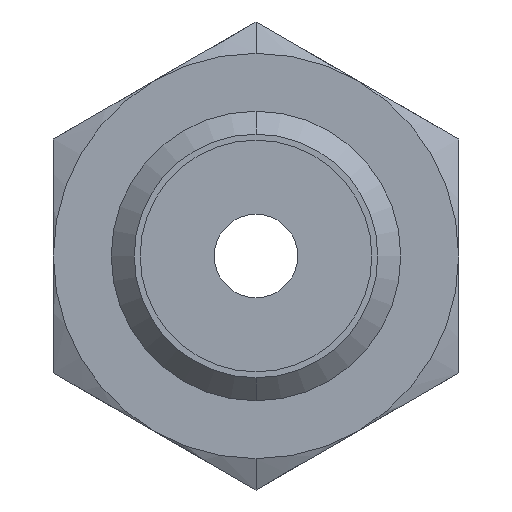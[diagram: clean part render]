
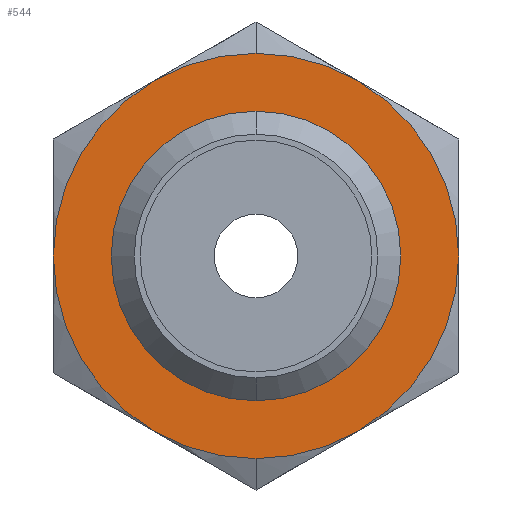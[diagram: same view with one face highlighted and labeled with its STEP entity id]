
A CAD part, left-side view. The second image highlights one B-rep face of the part: STEP entity #544.
In plain terms, the highlighted planar face has unit normal (-1, 0, 0).
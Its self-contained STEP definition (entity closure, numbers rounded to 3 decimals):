
#175=CARTESIAN_POINT('POINT16',(11.176,-5.556,
   0.));
#176=VERTEX_POINT('VERTEX16',#175);
#208=CARTESIAN_POINT('POINT18',(11.176,-2.778,
   -4.812));
#209=VERTEX_POINT('VERTEX18',#208);
#241=CARTESIAN_POINT('POINT20',(11.176,2.778,
   -4.812));
#242=VERTEX_POINT('VERTEX20',#241);
#273=CARTESIAN_POINT('POINT22',(11.176,5.556,
   0.));
#274=VERTEX_POINT('VERTEX22',#273);
#306=CARTESIAN_POINT('POINT24',(11.176,2.778,
   4.812));
#307=VERTEX_POINT('VERTEX24',#306);
#339=CARTESIAN_POINT('POINT26',(11.176,-2.778,
   4.812));
#340=VERTEX_POINT('VERTEX26',#339);
#396=CARTESIAN_POINT('POS19',(11.176,0.,
   0.));
#397=DIRECTION('DIR29',(-1.,0.,
   0.));
#398=DIRECTION('DIR30',(0.,0.,-1.));
#399=AXIS2_PLACEMENT_3D('AXIS11',#396,#397,#398);
#400=CIRCLE('ELLIPSE3',#399,5.556);
#401=EDGE_CURVE('EDGE43',#176,#340,#400,.T.);
#413=EDGE_CURVE('EDGE44',#209,#176,#400,.T.);
#418=CARTESIAN_POINT('POINT29',(11.176,0.,
   -5.556));
#419=VERTEX_POINT('VERTEX29',#418);
#427=EDGE_CURVE('EDGE46',#419,#209,#400,.T.);
#433=EDGE_CURVE('EDGE47',#242,#419,#400,.T.);
#440=EDGE_CURVE('EDGE48',#274,#242,#400,.T.);
#447=EDGE_CURVE('EDGE49',#307,#274,#400,.T.);
#453=CARTESIAN_POINT('POINT30',(11.176,0.,
   5.556));
#454=VERTEX_POINT('VERTEX30',#453);
#462=EDGE_CURVE('EDGE51',#454,#307,#400,.T.);
#468=EDGE_CURVE('EDGE52',#340,#454,#400,.T.);
#514=ORIENTED_EDGE('COEDGE103',*,*,#468,.T.);
#515=ORIENTED_EDGE('COEDGE104',*,*,#462,.T.);
#516=ORIENTED_EDGE('COEDGE105',*,*,#447,.T.);
#517=ORIENTED_EDGE('COEDGE106',*,*,#440,.T.);
#518=ORIENTED_EDGE('COEDGE107',*,*,#433,.T.);
#519=ORIENTED_EDGE('COEDGE108',*,*,#427,.T.);
#520=ORIENTED_EDGE('COEDGE109',*,*,#413,.T.);
#521=ORIENTED_EDGE('COEDGE110',*,*,#401,.T.);
#522=EDGE_LOOP('NONE',(#514,#515,#516,#517,#518,#519,#520,#521));
#523=FACE_BOUND('LOOP1',#522,.T.);
#524=CARTESIAN_POINT('POINT33',(11.176,0.,-3.175));
#525=VERTEX_POINT('VERTEX33',#524);
#526=CARTESIAN_POINT('POINT34',(11.176,0.,
   3.175));
#527=VERTEX_POINT('VERTEX34',#526);
#528=CARTESIAN_POINT('POS27',(11.176,0.,0.));
#529=DIRECTION('DIR41',(-1.,0.,0.));
#530=DIRECTION('DIR42',(0.,0.,-1.));
#531=AXIS2_PLACEMENT_3D('AXIS15',#528,#529,#530);
#532=CIRCLE('ELLIPSE5',#531,3.175);
#533=EDGE_CURVE('EDGE57',#525,#527,#532,.T.);
#534=ORIENTED_EDGE('COEDGE111',*,*,#533,.F.);
#535=EDGE_CURVE('EDGE58',#527,#525,#532,.T.);
#536=ORIENTED_EDGE('COEDGE112',*,*,#535,.F.);
#537=EDGE_LOOP('NONE',(#534,#536));
#538=FACE_BOUND('LOOP1',#537,.T.);
#539=CARTESIAN_POINT('POS28',(11.176,0.,
   0.));
#540=DIRECTION('DIR43',(1.,0.,
   0.));
#541=DIRECTION('DIR44',(0.,1.,
   0.));
#542=AXIS2_PLACEMENT_3D('AXIS16',#539,#540,#541);
#543=PLANE('PLANE8',#542);
#544=ADVANCED_FACE('FACE26',(#523,#538),#543,.F.);
